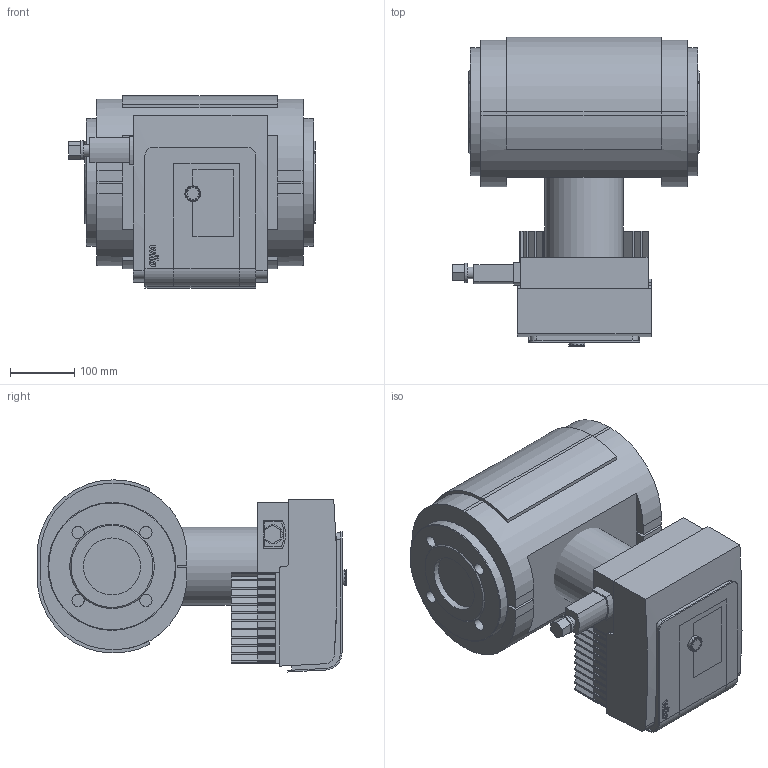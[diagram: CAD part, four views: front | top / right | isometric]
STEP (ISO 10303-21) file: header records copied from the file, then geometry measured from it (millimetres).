
FILE_DESCRIPTION(/* description */ (''),/* implementation_level */ '2;1');
FILE_NAME(/* name */ '3d_StratosMAXO80_0_5-12PN6-2164598.stp',/* time_stamp */ '2018-03-20T12:50:47+01:00',/* author */ ('Andrzej'),/* organization */ (''),/* preprocessor_version */ 'ST-DEVELOPER v16.13',/* originating_system */ 'AutoCAD Mechanical',/* authorisation */ '');
FILE_SCHEMA (('AUTOMOTIVE_DESIGN { 1 0 10303 214 3 1 1 }'));
Length unit declared in the file: millimetre
Products named in the file (1): Product
Bounding box: 385 x 484 x 300 mm (x, y, z)
Volume: 28184561.1 mm3; surface area: 1407576.7 mm2
Topology: 16 solids, 16 shells, 754 faces, 1989 edges, 1245 vertices
Faces by surface type: plane 436, cylinder 204, sphere 48, torus 40, bspline 24, cone 2
Full cylindrical faces by diameter (mm): 10 x4, 18 x1, 19 x8, 24 x1, 30 x1, 88.9 x3, 122 x1, 200 x2
Entity records: 23077 total; most frequent: CARTESIAN_POINT 4560, ORIENTED_EDGE 3836, DIRECTION 3803, EDGE_CURVE 1918, LINE 1331, VECTOR 1331, AXIS2_PLACEMENT_3D 1236, VERTEX_POINT 1233
